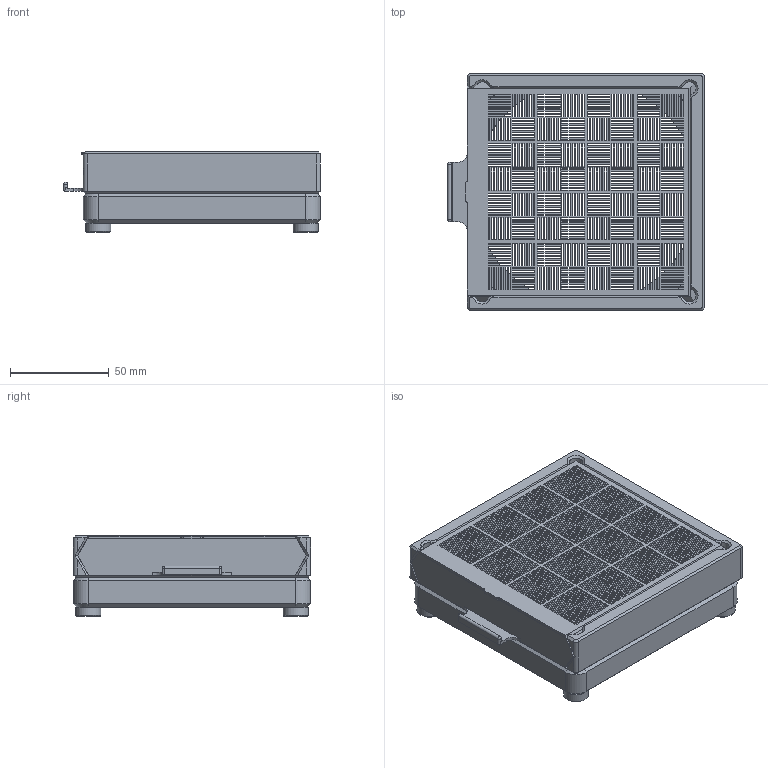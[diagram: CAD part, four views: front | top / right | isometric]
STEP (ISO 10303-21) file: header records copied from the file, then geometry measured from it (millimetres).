
FILE_DESCRIPTION(/* description */ (''),/* implementation_level */ '2;1');
FILE_NAME(/* name */ 'Desiccant Fan Mount 3 120mm_v7.step',/* time_stamp */ '2020-09-23T17:58:39-07:00',/* author */ (''),/* organization */ (''),/* preprocessor_version */ 'ST-DEVELOPER v18.1',/* originating_system */ 'Autodesk Translation Framework v9.3.0.1241',/* authorisation */ '');
FILE_SCHEMA (('AUTOMOTIVE_DESIGN { 1 0 10303 214 3 1 1 }'));
Products named in the file (5): Desiccant Fan Mount 3 120mm; Component1; Component3; Component2; Component5
Assembly tree (7 placements, depth 2):
  Desiccant Fan Mount 3 120mm
    Component1
    Component3
    Component2
    Component5  x4
Bounding box: 130 x 120 x 40.6 mm (x, y, z)
Volume: 138251.6 mm3; surface area: 130986.6 mm2
Topology: 8 solids, 8 shells, 3413 faces, 12111 edges, 8006 vertices
Faces by surface type: plane 3275, cylinder 70, cone 62, bspline 4, sphere 2
Full cylindrical faces by diameter (mm): 4.5 x8, 9.5 x4, 12.7 x4, 113.5 x1
Entity records: 130222 total; most frequent: ORIENTED_EDGE 24130, CARTESIAN_POINT 23612, DIRECTION 19050, EDGE_CURVE 12065, LINE 11812, VECTOR 11812, VERTEX_POINT 7979, EDGE_LOOP 4490
